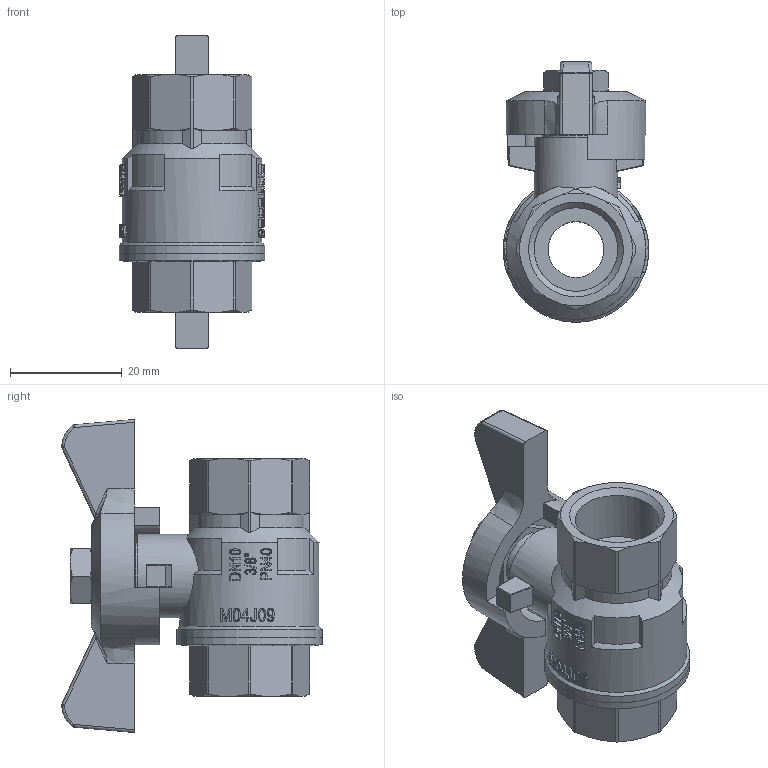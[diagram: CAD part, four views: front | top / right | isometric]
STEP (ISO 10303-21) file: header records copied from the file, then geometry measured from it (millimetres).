
FILE_DESCRIPTION(/* description */ ('Unknown'),/* implementation_level */ '2;1');
FILE_NAME(/* name */ '606-03',/* time_stamp */ '2022-03-16T13:19:16+01:00',/* author */ ('Unknown'),/* organization */ ('Unknown'),/* preprocessor_version */ 'ST-DEVELOPER v16.7',/* originating_system */ 'Solid Edge',/* authorisation */ 'Unknown');
FILE_SCHEMA (('AUTOMOTIVE_DESIGN {1 0 10303 214 3 1 1}'));
Length unit declared in the file: millimetre
Products named in the file (9): 2.141.012; Mutter_M6; Flügelgriff 1_4 - 3_4; 600-03; 600-03_Einschraubteil; 600-03_Körper; 600-02_Spindel; 600-1_4-Stopfbuchse; 600-1_4-Spindel
Assembly tree (8 placements, depth 4):
  2.141.012
    Mutter_M6
    Flügelgriff 1_4 - 3_4
    600-03
      600-03_Einschraubteil
      600-03_Körper
      600-02_Spindel
        600-1_4-Stopfbuchse
        600-1_4-Spindel
Bounding box: 26 x 46.6 x 56 mm (x, y, z)
Volume: 15376.1 mm3; surface area: 13244.7 mm2
Topology: 6 solids, 6 shells, 1291 faces, 3599 edges, 2377 vertices
Faces by surface type: plane 1071, cylinder 121, cone 70, bspline 18, sphere 10, torus 1
Full cylindrical faces by diameter (mm): 5 x1, 6.3 x1, 8 x2, 8.1 x1, 8.3 x1, 9 x1, 10 x3, 10.2 x1, 10.5 x1, 12 x1, 14.95 x2, 15 x1, 16 x3, 18.5 x1, 20.5 x1, 20.51 x1, 22 x1, 22.5 x1, 25 x1, 26 x2
Entity records: 53284 total; most frequent: CARTESIAN_POINT 10593, DIRECTION 7928, ORIENTED_EDGE 7062, EDGE_CURVE 3531, AXIS2_PLACEMENT_3D 3279, VERTEX_POINT 2359, ELLIPSE 1606, EDGE_LOOP 1410
